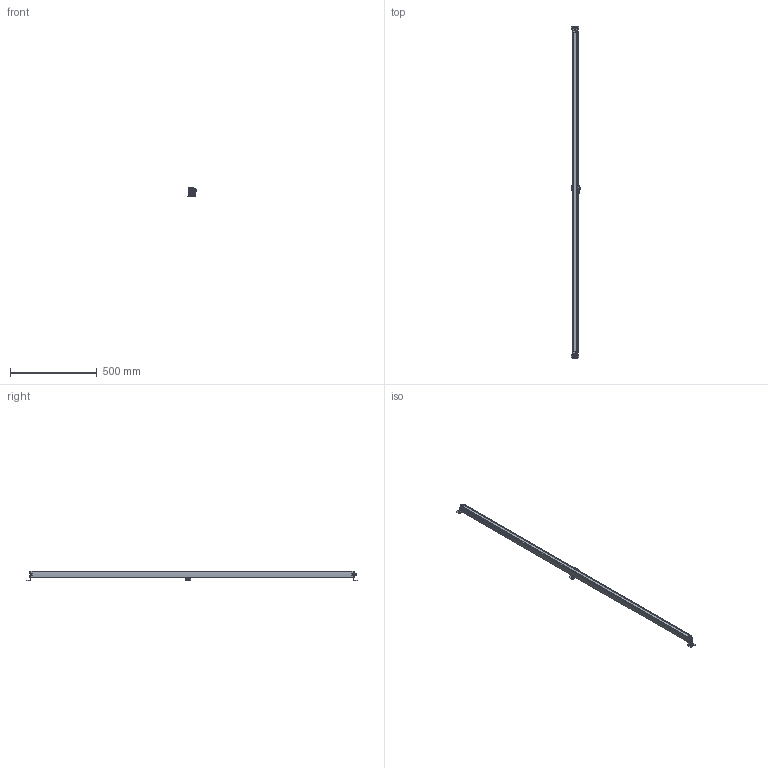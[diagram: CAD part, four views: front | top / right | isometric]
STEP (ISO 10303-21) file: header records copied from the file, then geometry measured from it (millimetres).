
FILE_DESCRIPTION((''),'2;1');
FILE_NAME('139588_ASM','2016-02-25T',('pdmadmin'),(''),'PRO/ENGINEER BY PARAMETRIC TECHNOLOGY CORPORATION, 2013230','PRO/ENGINEER BY PARAMETRIC TECHNOLOGY CORPORATION, 2013230','');
FILE_SCHEMA(('CONFIG_CONTROL_DESIGN'));
Length unit declared in the file: inch
Products named in the file (17): 138358; 119689; 137994; 63529; 117992; 116776; 138894_ASM; 137996_AF2; 114466; 137993; 137996_AF3; 137998_GENERIC; 58892_GENERIC; 60139; 137997; 138766; 139588_ASM
Assembly tree (28 placements, depth 3):
  139588_ASM
    138358
    119689
    138894_ASM
      137994
      63529
      117992
      116776  x2
    137996_AF2
    114466  x6
    137993
    137996_AF3
    137998_GENERIC  x2
    58892_GENERIC  x6
    60139
    137997
    138766
Bounding box: 53.4 x 1918 x 52.5 mm (x, y, z)
Volume: 841735.9 mm3; surface area: 613732 mm2
Topology: 27 solids, 35 shells, 4051 faces, 11244 edges, 7331 vertices
Faces by surface type: plane 2421, cylinder 1232, bspline 230, torus 66, cone 54, sphere 48
Entity records: 89817 total; most frequent: CARTESIAN_POINT 27801, ORIENTED_EDGE 13206, DIRECTION 12350, EDGE_CURVE 6619, VECTOR 4812, LINE 4812, VERTEX_POINT 4312, AXIS2_PLACEMENT_3D 3769
